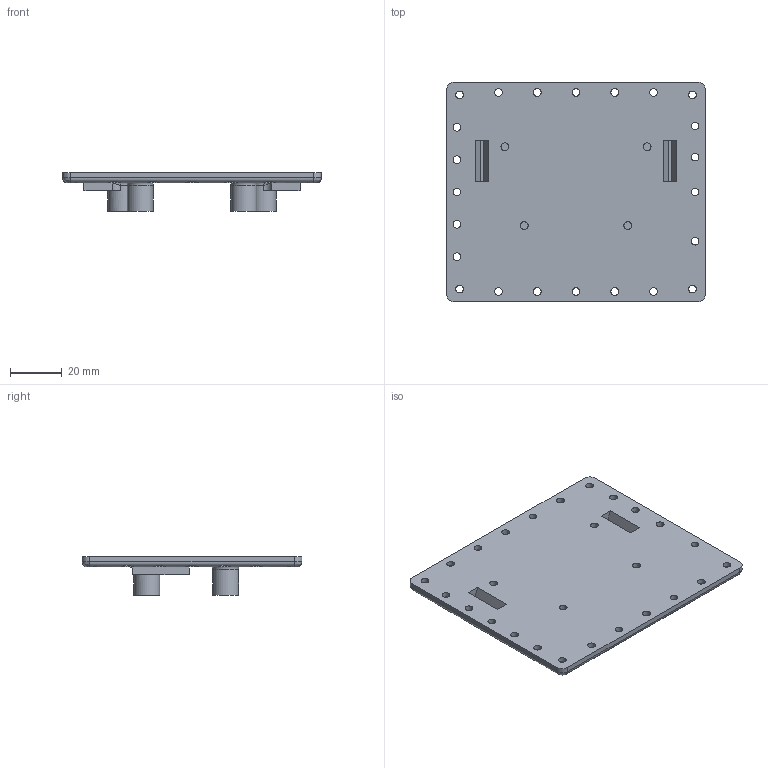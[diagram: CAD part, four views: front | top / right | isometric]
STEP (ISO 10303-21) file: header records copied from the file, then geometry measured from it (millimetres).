
FILE_DESCRIPTION(/* description */ (''),/* implementation_level */ '2;1');
FILE_NAME(/* name */ 'back_lid_TP4056_long_BLM.stp',/* time_stamp */ '2019-09-19T10:54:29+02:00',/* author */ ('ZEUSLAP'),/* organization */ (''),/* preprocessor_version */ 'ST-DEVELOPER v16.13',/* originating_system */ 'Autodesk Inventor 2018',/* authorisation */ '');
FILE_SCHEMA (('AUTOMOTIVE_DESIGN { 1 0 10303 214 3 1 1 }'));
Length unit declared in the file: millimetre
Products named in the file (1): back_lid
Bounding box: 100 x 85 x 15 mm (x, y, z)
Volume: 26829.5 mm3; surface area: 22000.5 mm2
Topology: 1 solids, 1 shells, 174 faces, 459 edges, 289 vertices
Faces by surface type: cylinder 86, plane 62, bspline 20, torus 6
Full cylindrical faces by diameter (mm): 3 x27, 7 x23, 10 x4
Entity records: 5761 total; most frequent: CARTESIAN_POINT 1761, DIRECTION 820, ORIENTED_EDGE 744, EDGE_CURVE 372, AXIS2_PLACEMENT_3D 343, EDGE_LOOP 284, VERTEX_POINT 264, CIRCLE 178
